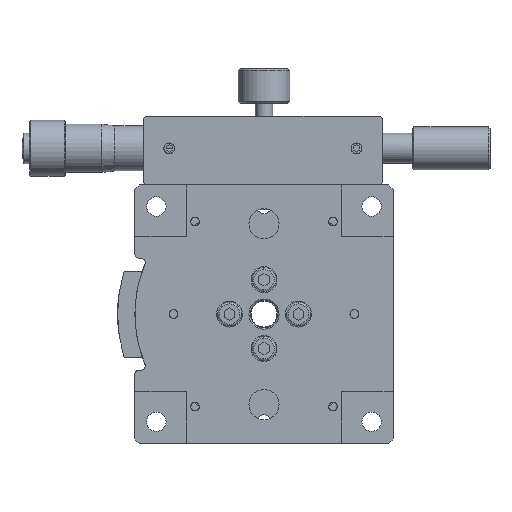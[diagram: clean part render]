
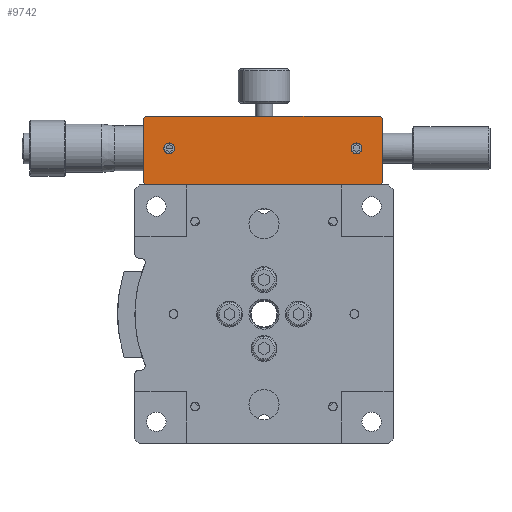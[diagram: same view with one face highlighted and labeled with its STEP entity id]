
A CAD part, front view. The second image highlights one B-rep face of the part: STEP entity #9742.
In plain terms, the highlighted planar face has unit normal (0, -1, 0).
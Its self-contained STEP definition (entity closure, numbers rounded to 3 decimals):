
#1 = CARTESIAN_POINT ( 'NONE',  ( 20., 3., 46. ) ) ;
#165 = CARTESIAN_POINT ( 'NONE',  ( 27.5, 3., 46. ) ) ;
#404 = CARTESIAN_POINT ( 'NONE',  ( 21.5, 3., 37.25 ) ) ;
#823 = AXIS2_PLACEMENT_3D ( 'NONE', #9764, #4681, #13468 ) ;
#970 = CARTESIAN_POINT ( 'NONE',  ( -28., 3., 30.5 ) ) ;
#1156 = VECTOR ( 'NONE', #14848, 1000. ) ;
#1416 = EDGE_LOOP ( 'NONE', ( #21676, #17712 ) ) ;
#1464 = CARTESIAN_POINT ( 'NONE',  ( -27.5, 3., 46. ) ) ;
#2279 = LINE ( 'NONE', #16125, #12736 ) ;
#2280 = ORIENTED_EDGE ( 'NONE', *, *, #15581, .F. ) ;
#2374 = CARTESIAN_POINT ( 'NONE',  ( -3.75, 3., 6.25 ) ) ;
#2449 = AXIS2_PLACEMENT_3D ( 'NONE', #9602, #21741, #18502 ) ;
#2607 = VERTEX_POINT ( 'NONE', #3679 ) ;
#2952 = DIRECTION ( 'NONE',  ( 0., 0., -1. ) ) ;
#3073 = CARTESIAN_POINT ( 'NONE',  ( 21.5, 3., 38.5 ) ) ;
#3263 = AXIS2_PLACEMENT_3D ( 'NONE', #14972, #22245, #2952 ) ;
#3679 = CARTESIAN_POINT ( 'NONE',  ( -22., 3., 39.75 ) ) ;
#3710 = LINE ( 'NONE', #16068, #12971 ) ;
#4579 = VERTEX_POINT ( 'NONE', #404 ) ;
#4681 = DIRECTION ( 'NONE',  ( 0., -1., 0. ) ) ;
#4934 = EDGE_CURVE ( 'NONE', #20424, #6569, #13163, .T. ) ;
#5120 = LINE ( 'NONE', #165, #19995 ) ;
#5246 = VECTOR ( 'NONE', #22026, 1000. ) ;
#5375 = ORIENTED_EDGE ( 'NONE', *, *, #20132, .F. ) ;
#5403 = EDGE_CURVE ( 'NONE', #2607, #5515, #21357, .T. ) ;
#5405 = ORIENTED_EDGE ( 'NONE', *, *, #21217, .T. ) ;
#5515 = VERTEX_POINT ( 'NONE', #10101 ) ;
#5739 = CIRCLE ( 'NONE', #2449, 1.25 ) ;
#5842 = AXIS2_PLACEMENT_3D ( 'NONE', #3073, #15314, #10342 ) ;
#6066 = PLANE ( 'NONE',  #823 ) ;
#6181 = EDGE_CURVE ( 'NONE', #4579, #17177, #20630, .T. ) ;
#6189 = CARTESIAN_POINT ( 'NONE',  ( -20., 3., 30. ) ) ;
#6569 = VERTEX_POINT ( 'NONE', #10539 ) ;
#7017 = DIRECTION ( 'NONE',  ( -1., 0., 0. ) ) ;
#7123 = EDGE_LOOP ( 'NONE', ( #20614, #2280 ) ) ;
#7129 = DIRECTION ( 'NONE',  ( 0.707, 0., 0.707 ) ) ;
#7239 = ORIENTED_EDGE ( 'NONE', *, *, #19477, .T. ) ;
#7533 = CARTESIAN_POINT ( 'NONE',  ( 21.5, 3., 38.5 ) ) ;
#8014 = FACE_BOUND ( 'NONE', #1416, .T. ) ;
#8292 = ORIENTED_EDGE ( 'NONE', *, *, #4934, .F. ) ;
#9036 = DIRECTION ( 'NONE',  ( 0., 0., -1. ) ) ;
#9098 = LINE ( 'NONE', #21239, #22550 ) ;
#9127 = EDGE_CURVE ( 'NONE', #20424, #19548, #18196, .T. ) ;
#9602 = CARTESIAN_POINT ( 'NONE',  ( -22., 3., 38.5 ) ) ;
#9742 = ADVANCED_FACE ( 'NONE', ( #8014, #21909, #11740 ), #6066, .T. ) ;
#9764 = CARTESIAN_POINT ( 'NONE',  ( 20., 3., 30. ) ) ;
#9793 = CARTESIAN_POINT ( 'NONE',  ( -28., 3., 46. ) ) ;
#10011 = LINE ( 'NONE', #6189, #5246 ) ;
#10022 = VERTEX_POINT ( 'NONE', #15724 ) ;
#10101 = CARTESIAN_POINT ( 'NONE',  ( -22., 3., 37.25 ) ) ;
#10253 = VECTOR ( 'NONE', #16965, 1000. ) ;
#10342 = DIRECTION ( 'NONE',  ( 0., 0., -1. ) ) ;
#10539 = CARTESIAN_POINT ( 'NONE',  ( -28., 3., 45.5 ) ) ;
#10555 = EDGE_CURVE ( 'NONE', #16741, #18574, #13974, .T. ) ;
#10834 = CARTESIAN_POINT ( 'NONE',  ( 21.5, 3., 39.75 ) ) ;
#11082 = EDGE_CURVE ( 'NONE', #18574, #6569, #2279, .T. ) ;
#11706 = VERTEX_POINT ( 'NONE', #21474 ) ;
#11740 = FACE_OUTER_BOUND ( 'NONE', #17668, .T. ) ;
#11753 = VERTEX_POINT ( 'NONE', #19518 ) ;
#12355 = VECTOR ( 'NONE', #7017, 1000. ) ;
#12736 = VECTOR ( 'NONE', #12780, 1000. ) ;
#12780 = DIRECTION ( 'NONE',  ( -0.707, 0., -0.707 ) ) ;
#12812 = ORIENTED_EDGE ( 'NONE', *, *, #11082, .T. ) ;
#12876 = DIRECTION ( 'NONE',  ( 0., 0., -1. ) ) ;
#12971 = VECTOR ( 'NONE', #21499, 1000. ) ;
#13068 = EDGE_CURVE ( 'NONE', #5515, #2607, #5739, .T. ) ;
#13163 = LINE ( 'NONE', #9793, #10253 ) ;
#13468 = DIRECTION ( 'NONE',  ( 0., 0., -1. ) ) ;
#13627 = AXIS2_PLACEMENT_3D ( 'NONE', #7533, #14607, #12876 ) ;
#13974 = LINE ( 'NONE', #1, #12355 ) ;
#14006 = ORIENTED_EDGE ( 'NONE', *, *, #10555, .T. ) ;
#14233 = ORIENTED_EDGE ( 'NONE', *, *, #19929, .T. ) ;
#14607 = DIRECTION ( 'NONE',  ( 0., -1., 0. ) ) ;
#14848 = DIRECTION ( 'NONE',  ( 0.707, 0., -0.707 ) ) ;
#14972 = CARTESIAN_POINT ( 'NONE',  ( -22., 3., 38.5 ) ) ;
#15298 = ORIENTED_EDGE ( 'NONE', *, *, #9127, .T. ) ;
#15314 = DIRECTION ( 'NONE',  ( 0., -1., 0. ) ) ;
#15581 = EDGE_CURVE ( 'NONE', #17177, #4579, #15813, .T. ) ;
#15724 = CARTESIAN_POINT ( 'NONE',  ( 27., 3., 30. ) ) ;
#15813 = CIRCLE ( 'NONE', #5842, 1.25 ) ;
#16068 = CARTESIAN_POINT ( 'NONE',  ( 31.5, 3., 41.5 ) ) ;
#16125 = CARTESIAN_POINT ( 'NONE',  ( -11.75, 3., 61.75 ) ) ;
#16183 = CARTESIAN_POINT ( 'NONE',  ( -27.5, 3., 30. ) ) ;
#16741 = VERTEX_POINT ( 'NONE', #17168 ) ;
#16965 = DIRECTION ( 'NONE',  ( 0., 0., 1. ) ) ;
#17168 = CARTESIAN_POINT ( 'NONE',  ( 27., 3., 46. ) ) ;
#17177 = VERTEX_POINT ( 'NONE', #10834 ) ;
#17668 = EDGE_LOOP ( 'NONE', ( #5405, #14233, #5375, #7239, #14006, #12812, #8292, #15298 ) ) ;
#17712 = ORIENTED_EDGE ( 'NONE', *, *, #5403, .F. ) ;
#18196 = LINE ( 'NONE', #2374, #1156 ) ;
#18502 = DIRECTION ( 'NONE',  ( 0., 0., -1. ) ) ;
#18574 = VERTEX_POINT ( 'NONE', #1464 ) ;
#19477 = EDGE_CURVE ( 'NONE', #11753, #16741, #3710, .T. ) ;
#19518 = CARTESIAN_POINT ( 'NONE',  ( 27.5, 3., 45.5 ) ) ;
#19548 = VERTEX_POINT ( 'NONE', #16183 ) ;
#19929 = EDGE_CURVE ( 'NONE', #10022, #11706, #9098, .T. ) ;
#19995 = VECTOR ( 'NONE', #9036, 1000. ) ;
#20132 = EDGE_CURVE ( 'NONE', #11753, #11706, #5120, .T. ) ;
#20424 = VERTEX_POINT ( 'NONE', #970 ) ;
#20614 = ORIENTED_EDGE ( 'NONE', *, *, #6181, .F. ) ;
#20630 = CIRCLE ( 'NONE', #13627, 1.25 ) ;
#21217 = EDGE_CURVE ( 'NONE', #19548, #10022, #10011, .T. ) ;
#21239 = CARTESIAN_POINT ( 'NONE',  ( 23.5, 3., 26.5 ) ) ;
#21357 = CIRCLE ( 'NONE', #3263, 1.25 ) ;
#21474 = CARTESIAN_POINT ( 'NONE',  ( 27.5, 3., 30.5 ) ) ;
#21499 = DIRECTION ( 'NONE',  ( -0.707, 0., 0.707 ) ) ;
#21676 = ORIENTED_EDGE ( 'NONE', *, *, #13068, .F. ) ;
#21741 = DIRECTION ( 'NONE',  ( 0., -1., 0. ) ) ;
#21909 = FACE_BOUND ( 'NONE', #7123, .T. ) ;
#22026 = DIRECTION ( 'NONE',  ( 1., 0., 0. ) ) ;
#22245 = DIRECTION ( 'NONE',  ( 0., -1., 0. ) ) ;
#22550 = VECTOR ( 'NONE', #7129, 1000. ) ;
